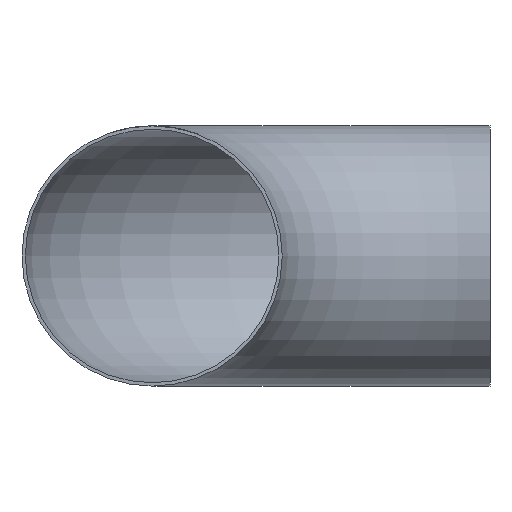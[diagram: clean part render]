
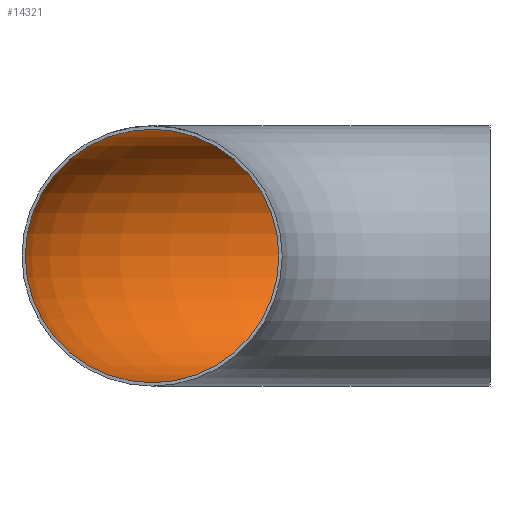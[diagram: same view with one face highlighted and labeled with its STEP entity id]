
A CAD part, front view. The second image highlights one B-rep face of the part: STEP entity #14321.
In plain terms, the highlighted toroidal (fillet/blend) face has major radius 400 mm and minor radius 150 mm.
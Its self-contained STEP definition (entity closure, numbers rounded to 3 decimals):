
#706 = DIRECTION ( 'NONE',  ( -1., 0., 0. ) ) ;
#2947 = DIRECTION ( 'NONE',  ( 0., 0., 1. ) ) ;
#4734 = CARTESIAN_POINT ( 'NONE',  ( 0., 550., 0. ) ) ;
#5023 = TOROIDAL_SURFACE ( 'NONE', #11998, 400., 150. ) ;
#5293 = EDGE_LOOP ( 'NONE', ( #21531 ) ) ;
#6765 = VERTEX_POINT ( 'NONE', #4734 ) ;
#6986 = FACE_OUTER_BOUND ( 'NONE', #5293, .T. ) ;
#7019 = AXIS2_PLACEMENT_3D ( 'NONE', #18437, #7798, #16140 ) ;
#7798 = DIRECTION ( 'NONE',  ( 1., 0., 0. ) ) ;
#9224 = DIRECTION ( 'NONE',  ( 0., 1., 0. ) ) ;
#11226 = DIRECTION ( 'NONE',  ( 0., 0., -1. ) ) ;
#11998 = AXIS2_PLACEMENT_3D ( 'NONE', #13283, #11226, #706 ) ;
#13095 = EDGE_LOOP ( 'NONE', ( #17840 ) ) ;
#13283 = CARTESIAN_POINT ( 'NONE',  ( 0., 0., 0. ) ) ;
#13839 = CARTESIAN_POINT ( 'NONE',  ( -400., 0., 150. ) ) ;
#14321 = ADVANCED_FACE ( 'NONE', ( #6986, #21454 ), #5023, .F. ) ;
#16140 = DIRECTION ( 'NONE',  ( 0., 1., 0. ) ) ;
#17840 = ORIENTED_EDGE ( 'NONE', *, *, #23652, .F. ) ;
#18274 = EDGE_CURVE ( 'NONE', #6765, #6765, #18792, .T. ) ;
#18437 = CARTESIAN_POINT ( 'NONE',  ( 0., 400., 0. ) ) ;
#18792 = CIRCLE ( 'NONE', #7019, 150. ) ;
#19455 = VERTEX_POINT ( 'NONE', #13839 ) ;
#19966 = CIRCLE ( 'NONE', #21276, 150. ) ;
#21276 = AXIS2_PLACEMENT_3D ( 'NONE', #21640, #9224, #2947 ) ;
#21454 = FACE_OUTER_BOUND ( 'NONE', #13095, .T. ) ;
#21531 = ORIENTED_EDGE ( 'NONE', *, *, #18274, .T. ) ;
#21640 = CARTESIAN_POINT ( 'NONE',  ( -400., 0., 0. ) ) ;
#23652 = EDGE_CURVE ( 'NONE', #19455, #19455, #19966, .T. ) ;
